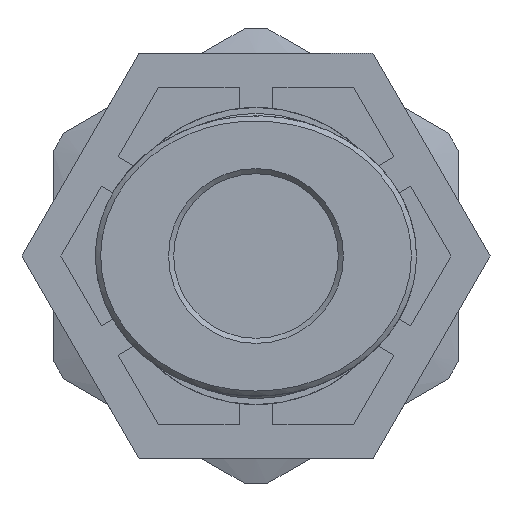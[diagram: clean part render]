
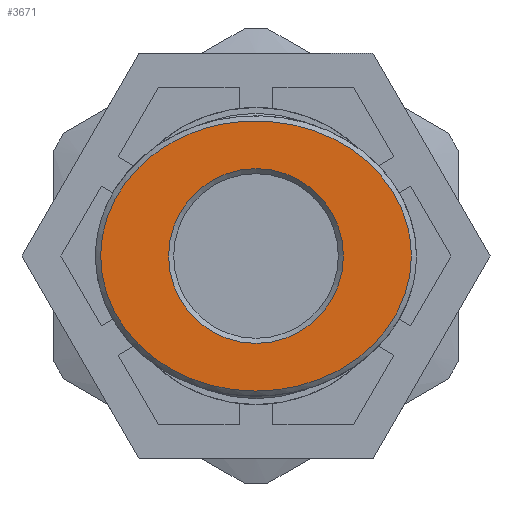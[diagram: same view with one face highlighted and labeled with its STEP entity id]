
A CAD part, left-side view. The second image highlights one B-rep face of the part: STEP entity #3671.
In plain terms, the highlighted face is planar.
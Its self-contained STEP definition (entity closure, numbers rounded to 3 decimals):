
#3598=CARTESIAN_POINT('',(9.2,5.8,0.));
#3599=VERTEX_POINT('',#3598);
#3629=CARTESIAN_POINT('',(9.2,5.8,0.));
#3630=CARTESIAN_POINT('',(9.2,5.8,1.19));
#3631=CARTESIAN_POINT('',(8.58,5.8,3.571));
#3632=CARTESIAN_POINT('',(5.951,5.8,6.456));
#3633=CARTESIAN_POINT('',(2.127,5.8,8.066));
#3634=CARTESIAN_POINT('',(-2.127,5.8,8.067));
#3635=CARTESIAN_POINT('',(-5.952,5.8,6.455));
#3636=CARTESIAN_POINT('',(-8.58,5.8,3.572));
#3637=CARTESIAN_POINT('',(-9.512,5.8,-0.001));
#3638=CARTESIAN_POINT('',(-8.681,5.8,-3.172));
#3639=CARTESIAN_POINT('',(-6.344,5.8,-6.179));
#3640=CARTESIAN_POINT('',(-2.605,5.8,-8.072));
#3641=CARTESIAN_POINT('',(2.129,5.8,-8.064));
#3642=CARTESIAN_POINT('',(5.95,5.8,-6.457));
#3643=CARTESIAN_POINT('',(8.581,5.8,-3.57));
#3644=CARTESIAN_POINT('',(9.2,5.8,-1.19));
#3645=CARTESIAN_POINT('',(9.2,5.8,0.));
#3646=B_SPLINE_CURVE_WITH_KNOTS('',3,(#3629,#3630,#3631,#3632,#3633,#3634,#3635,#3636,#3637,#3638,#3639,#3640,#3641,#3642,#3643,#3644,#3645),.UNSPECIFIED.,.T.,.U.,(4,1,1,1,1,1,1,1,1,1,1,1,1,1,4),(-3.142,-2.693,-2.244,-1.795,-1.346,-0.898,-0.449,0.,0.449,0.748,1.346,1.795,2.244,2.693,3.142),.UNSPECIFIED.);
#3647=EDGE_CURVE('',#3599,#3599,#3646,.T.);
#3652=CARTESIAN_POINT('',(0.,5.8,0.));
#3653=DIRECTION('',(0.0,-1.0,0.0));
#3654=DIRECTION('',(0.0,0.0,-1.0));
#3655=AXIS2_PLACEMENT_3D('',#3652,#3653,#3654);
#3656=PLANE('',#3655);
#3657=ORIENTED_EDGE('',*,*,#3647,.F.);
#3658=EDGE_LOOP('',(#3657));
#3659=FACE_OUTER_BOUND('',#3658,.T.);
#3660=CARTESIAN_POINT('',(5.175,5.8,0.));
#3661=VERTEX_POINT('',#3660);
#3662=CARTESIAN_POINT('',(0.,5.8,0.0));
#3663=DIRECTION('',(0.0,1.0,0.0));
#3664=DIRECTION('',(-1.0,0.0,0.0));
#3665=AXIS2_PLACEMENT_3D('',#3662,#3663,#3664);
#3666=CIRCLE('',#3665,5.175);
#3667=EDGE_CURVE('',#3661,#3661,#3666,.T.);
#3668=ORIENTED_EDGE('',*,*,#3667,.F.);
#3669=EDGE_LOOP('',(#3668));
#3670=FACE_BOUND('',#3669,.T.);
#3671=ADVANCED_FACE('',(#3659,#3670),#3656,.F.);
